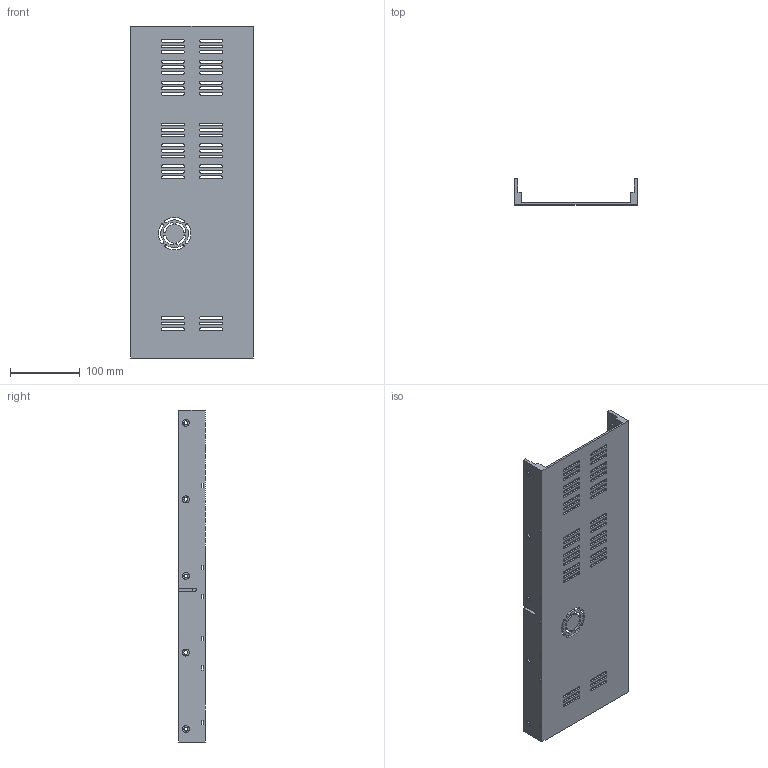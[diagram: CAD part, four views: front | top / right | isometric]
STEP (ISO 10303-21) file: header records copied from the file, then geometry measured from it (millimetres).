
FILE_DESCRIPTION(/* description */ (''),/* implementation_level */ '2;1');
FILE_NAME(/* name */ '1-CBA_top_Cover_V5.step',/* time_stamp */ '2019-04-09T16:30:31+02:00',/* author */ ('edidos'),/* organization */ (''),/* preprocessor_version */ 'ST-DEVELOPER v18',/* originating_system */ 'Autodesk Translation Framework v8.2.0.1029',/* authorisation */ '');
FILE_SCHEMA (('AUTOMOTIVE_DESIGN { 1 0 10303 214 3 1 1 }'));
Length unit declared in the file: millimetre
Products named in the file (1): 1-CBA top Cover V5.stl
Bounding box: 176 x 37.8 x 476.8 mm (x, y, z)
Volume: 435142.3 mm3; surface area: 238632.1 mm2
Topology: 1 solids, 1 shells, 292 faces, 876 edges, 584 vertices
Faces by surface type: plane 154, cylinder 138
Full cylindrical faces by diameter (mm): 5.5 x10, 10 x10
Entity records: 10237 total; most frequent: CARTESIAN_POINT 1753, ORIENTED_EDGE 1752, DIRECTION 1738, EDGE_CURVE 876, LINE 600, VECTOR 600, VERTEX_POINT 584, AXIS2_PLACEMENT_3D 569
